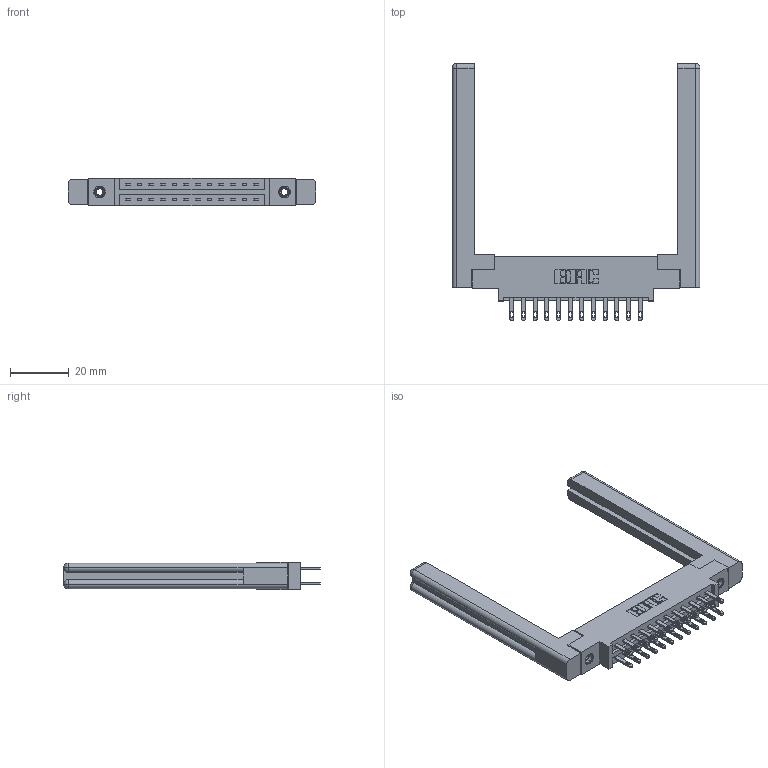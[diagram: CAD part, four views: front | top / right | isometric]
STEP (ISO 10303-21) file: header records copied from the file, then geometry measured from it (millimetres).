
FILE_DESCRIPTION (( 'STEP AP203' ), '1' );
FILE_NAME ('337-024-500-858.STEP', '2019-10-10T20:37:42', ( '' ), ( '' ), 'SwSTEP 2.0', 'SolidWorks 2016', '' );
FILE_SCHEMA (( 'CONFIG_CONTROL_DESIGN' ));
Length unit declared in the file: inch
Products named in the file (5): 345-250-001_345-250-001-102; 307-220-058; 345-292-001_345-293-100; 337 Part_0.170 Offset - 0.156 Dia-TI; 337-024-500-858
Assembly tree (29 placements, depth 2):
  337-024-500-858
    337 Part_0.170 Offset - 0.156 Dia-TI
    345-292-001_345-293-100  x24
    345-250-001_345-250-001-102  x2
    307-220-058  x2
Bounding box: 84.18 x 87.25 x 9.4 mm (x, y, z)
Volume: 15569.9 mm3; surface area: 14656.9 mm2
Topology: 29 solids, 29 shells, 1460 faces, 4349 edges, 2886 vertices
Faces by surface type: plane 926, cylinder 510, cone 12, torus 12
Entity records: 15880 total; most frequent: CARTESIAN_POINT 2709, ORIENTED_EDGE 2584, DIRECTION 2376, EDGE_CURVE 1292, VECTOR 1112, LINE 1112, VERTEX_POINT 854, AXIS2_PLACEMENT_3D 632
